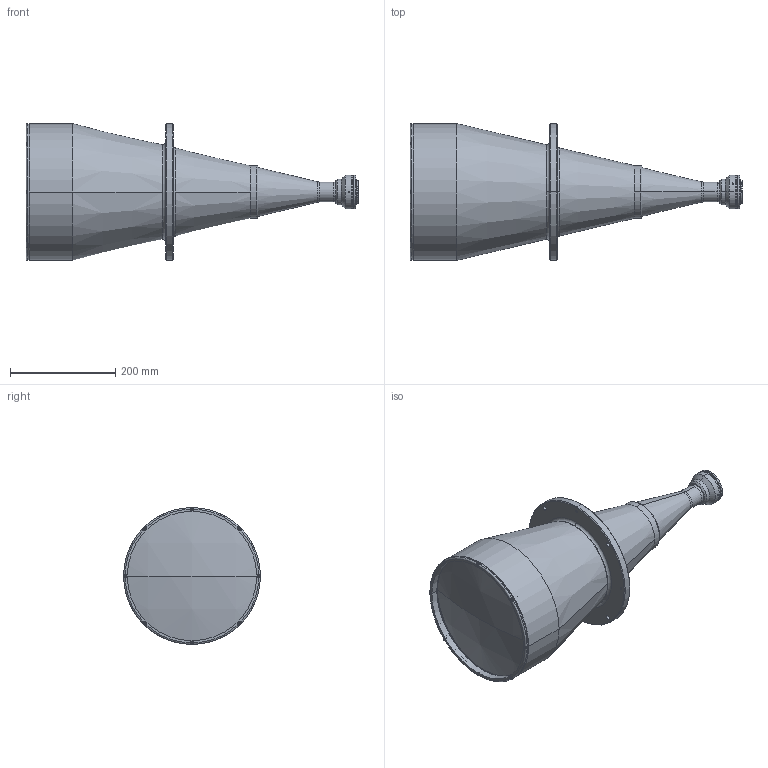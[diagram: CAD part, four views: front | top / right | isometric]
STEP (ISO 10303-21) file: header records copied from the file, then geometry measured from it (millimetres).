
FILE_DESCRIPTION (( 'STEP AP214' ), '1' );
FILE_NAME ('TC2M192HR-F.STEP', '2014-06-04T08:43:45', ( 'piermario' ), ( '' ), 'SwSTEP 2.0', 'SolidWorks 2013', '' );
FILE_SCHEMA (( 'AUTOMOTIVE_DESIGN' ));
Length unit declared in the file: millimetre
Products named in the file (1): TC2M192HR-F
Bounding box: 630.55 x 260 x 260 mm (x, y, z)
Surface area: 461089.7 mm2 (no closed solid volume)
Topology: 0 solids, 28 shells, 256 faces, 870 edges, 624 vertices
Faces by surface type: cylinder 102, plane 92, torus 34, cone 24, sphere 4
Entity records: 12894 total; most frequent: CARTESIAN_POINT 2343, DIRECTION 1744, ORIENTED_EDGE 1332, EDGE_CURVE 870, AXIS2_PLACEMENT_3D 665, VERTEX_POINT 624, LINE 414, VECTOR 414
